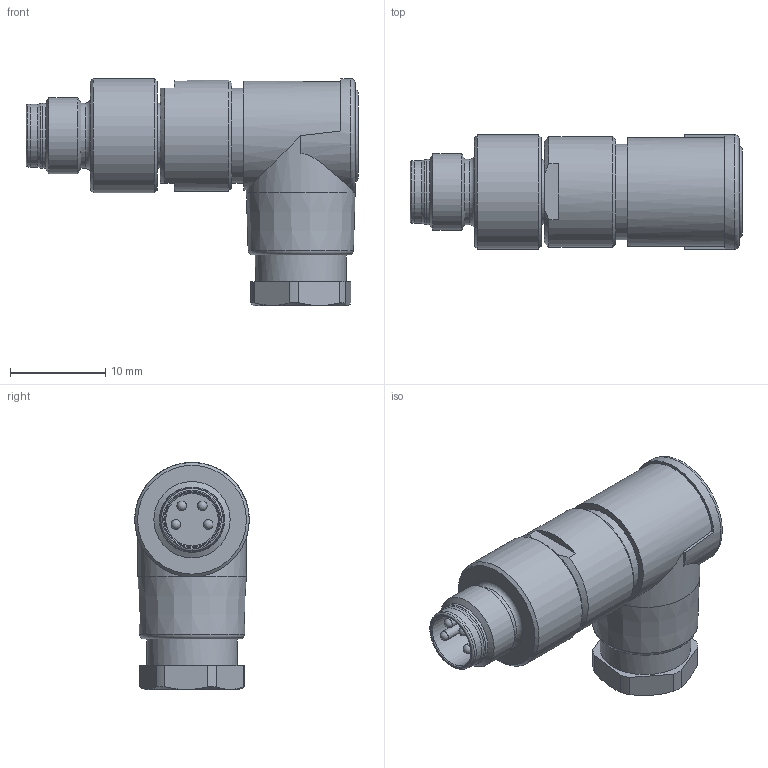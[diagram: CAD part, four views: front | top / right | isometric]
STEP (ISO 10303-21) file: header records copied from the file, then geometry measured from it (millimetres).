
FILE_DESCRIPTION(/* description */ (''),/* implementation_level */ '2;1');
FILE_NAME(/* name */ 'SWSPC4L.stp',/* time_stamp */ '2016-12-09T09:42:15+01:00',/* author */ (''),/* organization */ (''),/* preprocessor_version */ 'ST-DEVELOPER v16',/* originating_system */ 'SIEMENS PLM Software NX 10.0',/* authorisation */ '');
FILE_SCHEMA (('AUTOMOTIVE_DESIGN { 1 0 10303 214 3 1 1 1 }'));
Length unit declared in the file: millimetre
Products named in the file (1): cerl14C80EE2odrg
Bounding box: 34.8 x 12 x 23.8 mm (x, y, z)
Volume: 4241.5 mm3; surface area: 2189 mm2
Topology: 1 solids, 1 shells, 85 faces, 198 edges, 121 vertices
Faces by surface type: plane 30, cylinder 25, cone 17, torus 7, sphere 4, bspline 2
Full cylindrical faces by diameter (mm): 1 x4, 3 x1, 5.7 x1, 6.6 x1, 6.8 x2, 6.85 x2, 8 x1, 9.5 x1, 10 x1, 11.4 x2, 11.6 x1, 12 x1
Entity records: 2136 total; most frequent: CARTESIAN_POINT 451, DIRECTION 368, ORIENTED_EDGE 276, AXIS2_PLACEMENT_3D 168, EDGE_CURVE 138, EDGE_LOOP 133, VERTEX_POINT 103, FACE_BOUND 93
